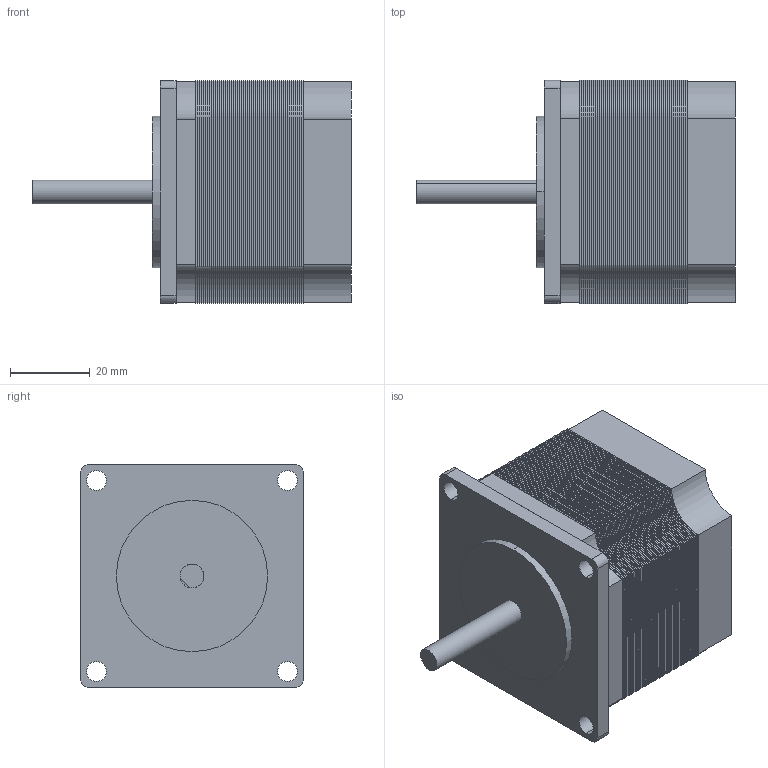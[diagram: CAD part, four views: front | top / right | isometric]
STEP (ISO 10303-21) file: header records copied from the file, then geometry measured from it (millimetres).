
FILE_DESCRIPTION (( 'STEP AP203' ), '1' );
FILE_NAME ('Nema 23 New.STEP', '2017-11-21T03:27:11', ( '' ), ( '' ), 'SwSTEP 2.0', 'SolidWorks 2017', '' );
FILE_SCHEMA (( 'CONFIG_CONTROL_DESIGN' ));
Length unit declared in the file: millimetre
Products named in the file (3): Nema 23 New; Nema 23 Shaft; Nema 23 New Body
Assembly tree (2 placements, depth 2):
  Nema 23 New
    Nema 23 New Body
    Nema 23 Shaft
Bounding box: 80 x 56 x 56 mm (x, y, z)
Volume: 139129.3 mm3; surface area: 22601.4 mm2
Topology: 2 solids, 3 shells, 1015 faces, 2694 edges, 1796 vertices
Faces by surface type: plane 559, cylinder 456
Entity records: 32041 total; most frequent: DIRECTION 5648, CARTESIAN_POINT 5510, ORIENTED_EDGE 5388, EDGE_CURVE 2694, AXIS2_PLACEMENT_3D 1934, VERTEX_POINT 1796, VECTOR 1780, LINE 1780
